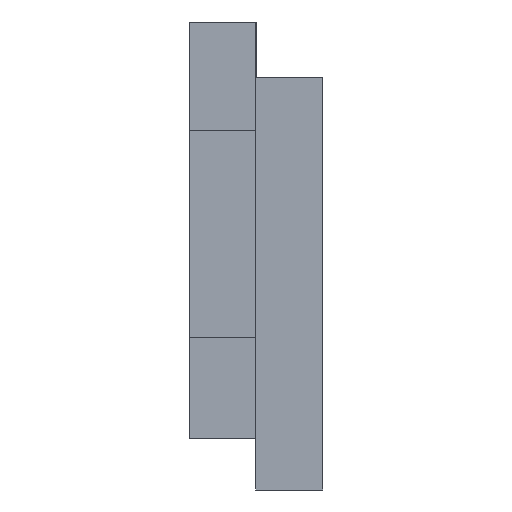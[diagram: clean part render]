
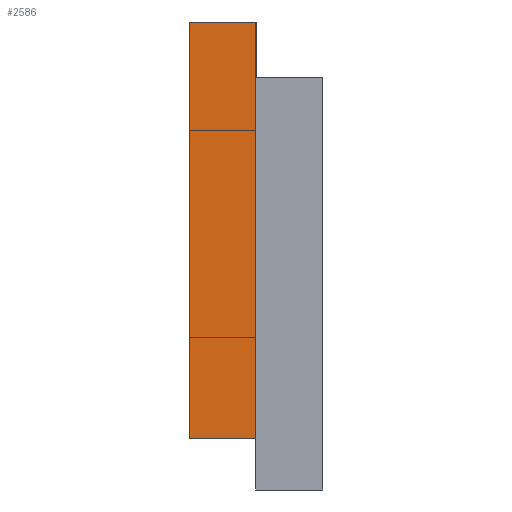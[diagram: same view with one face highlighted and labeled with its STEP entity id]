
A CAD part, left-side view. The second image highlights one B-rep face of the part: STEP entity #2586.
In plain terms, the highlighted planar face has unit normal (-1, 0, 0).
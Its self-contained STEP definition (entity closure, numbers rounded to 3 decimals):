
#221=FACE_OUTER_BOUND('',#362,.T.);
#362=EDGE_LOOP('',(#2297,#2298,#2299,#2300));
#699=LINE('',#4143,#1030);
#700=LINE('',#4145,#1031);
#701=LINE('',#4147,#1032);
#702=LINE('',#4148,#1033);
#1030=VECTOR('',#3412,10.);
#1031=VECTOR('',#3413,10.);
#1032=VECTOR('',#3414,10.);
#1033=VECTOR('',#3415,10.);
#1272=VERTEX_POINT('',#4141);
#1273=VERTEX_POINT('',#4142);
#1274=VERTEX_POINT('',#4144);
#1275=VERTEX_POINT('',#4146);
#1625=EDGE_CURVE('',#1272,#1273,#699,.T.);
#1626=EDGE_CURVE('',#1272,#1274,#700,.T.);
#1627=EDGE_CURVE('',#1275,#1274,#701,.T.);
#1628=EDGE_CURVE('',#1273,#1275,#702,.T.);
#2297=ORIENTED_EDGE('',*,*,#1625,.F.);
#2298=ORIENTED_EDGE('',*,*,#1626,.T.);
#2299=ORIENTED_EDGE('',*,*,#1627,.F.);
#2300=ORIENTED_EDGE('',*,*,#1628,.F.);
#2459=PLANE('',#2780);
#2586=ADVANCED_FACE('',(#221),#2459,.T.);
#2780=AXIS2_PLACEMENT_3D('',#4140,#3410,#3411);
#3410=DIRECTION('center_axis',(-1.,0.,0.));
#3411=DIRECTION('ref_axis',(0.,0.,1.));
#3412=DIRECTION('',(0.,0.,-1.));
#3413=DIRECTION('',(0.,1.,0.));
#3414=DIRECTION('',(0.,0.,1.));
#3415=DIRECTION('',(0.,1.,0.));
#4140=CARTESIAN_POINT('Origin',(2.514,0.,2.225));
#4141=CARTESIAN_POINT('',(2.514,0.,20.931));
#4142=CARTESIAN_POINT('',(2.514,0.,2.225));
#4143=CARTESIAN_POINT('',(2.514,0.,20.931));
#4144=CARTESIAN_POINT('',(2.514,3.,20.931));
#4145=CARTESIAN_POINT('',(2.514,0.,20.931));
#4146=CARTESIAN_POINT('',(2.514,3.,2.225));
#4147=CARTESIAN_POINT('',(2.514,3.,20.931));
#4148=CARTESIAN_POINT('',(2.514,0.,2.225));
